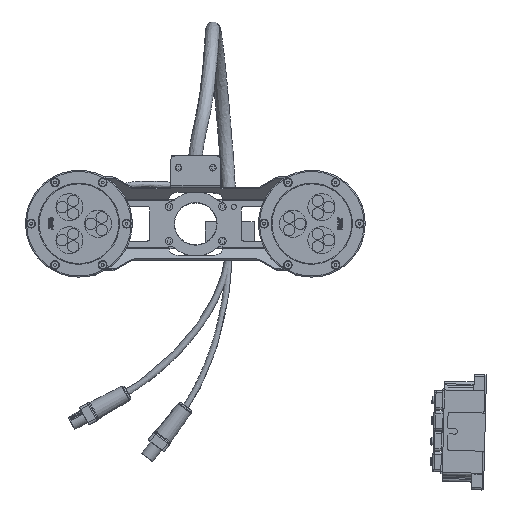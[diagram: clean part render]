
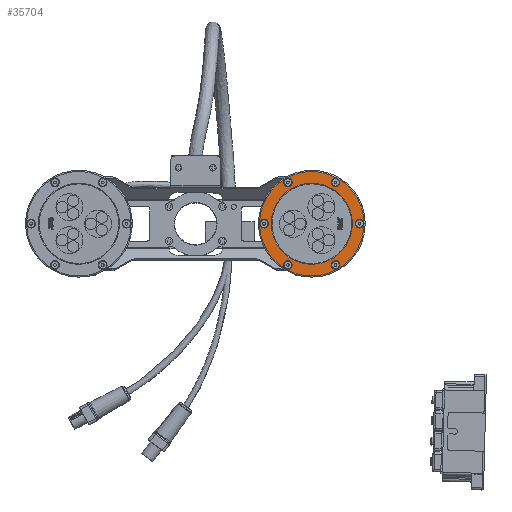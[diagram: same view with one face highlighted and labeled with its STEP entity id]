
A CAD part, top view. The second image highlights one B-rep face of the part: STEP entity #35704.
In plain terms, the highlighted face is planar.
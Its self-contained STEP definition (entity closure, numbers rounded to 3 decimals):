
#1637=FACE_BOUND('',#5244,.T.);
#1638=FACE_BOUND('',#5245,.T.);
#1639=FACE_BOUND('',#5246,.T.);
#1640=FACE_BOUND('',#5247,.T.);
#1641=FACE_BOUND('',#5248,.T.);
#1642=FACE_BOUND('',#5249,.T.);
#1643=FACE_BOUND('',#5250,.T.);
#2020=CIRCLE('',#38134,68.5);
#2021=CIRCLE('',#38135,68.5);
#2061=CIRCLE('',#38193,53.219);
#2062=CIRCLE('',#38194,53.219);
#2087=CIRCLE('',#38242,5.657);
#2088=CIRCLE('',#38243,5.657);
#2089=CIRCLE('',#38244,5.657);
#2090=CIRCLE('',#38245,5.657);
#2091=CIRCLE('',#38246,5.657);
#2092=CIRCLE('',#38247,5.657);
#3113=FACE_OUTER_BOUND('',#5243,.T.);
#5243=EDGE_LOOP('',(#24992,#24993));
#5244=EDGE_LOOP('',(#24994));
#5245=EDGE_LOOP('',(#24995));
#5246=EDGE_LOOP('',(#24996));
#5247=EDGE_LOOP('',(#24997));
#5248=EDGE_LOOP('',(#24998));
#5249=EDGE_LOOP('',(#24999));
#5250=EDGE_LOOP('',(#25000,#25001));
#15055=VERTEX_POINT('',#54697);
#15056=VERTEX_POINT('',#54698);
#15089=VERTEX_POINT('',#54797);
#15090=VERTEX_POINT('',#54799);
#15115=VERTEX_POINT('',#54885);
#15116=VERTEX_POINT('',#54887);
#15117=VERTEX_POINT('',#54889);
#15118=VERTEX_POINT('',#54891);
#15119=VERTEX_POINT('',#54893);
#15120=VERTEX_POINT('',#54895);
#18765=EDGE_CURVE('',#15055,#15056,#2020,.T.);
#18766=EDGE_CURVE('',#15056,#15055,#2021,.T.);
#18814=EDGE_CURVE('',#15089,#15090,#2061,.T.);
#18815=EDGE_CURVE('',#15090,#15089,#2062,.T.);
#18852=EDGE_CURVE('',#15115,#15115,#2087,.T.);
#18853=EDGE_CURVE('',#15116,#15116,#2088,.T.);
#18854=EDGE_CURVE('',#15117,#15117,#2089,.T.);
#18855=EDGE_CURVE('',#15118,#15118,#2090,.T.);
#18856=EDGE_CURVE('',#15119,#15119,#2091,.T.);
#18857=EDGE_CURVE('',#15120,#15120,#2092,.T.);
#24992=ORIENTED_EDGE('',*,*,#18765,.T.);
#24993=ORIENTED_EDGE('',*,*,#18766,.T.);
#24994=ORIENTED_EDGE('',*,*,#18852,.T.);
#24995=ORIENTED_EDGE('',*,*,#18853,.T.);
#24996=ORIENTED_EDGE('',*,*,#18854,.T.);
#24997=ORIENTED_EDGE('',*,*,#18855,.T.);
#24998=ORIENTED_EDGE('',*,*,#18856,.T.);
#24999=ORIENTED_EDGE('',*,*,#18857,.T.);
#25000=ORIENTED_EDGE('',*,*,#18815,.F.);
#25001=ORIENTED_EDGE('',*,*,#18814,.F.);
#33622=PLANE('',#38241);
#35704=ADVANCED_FACE('',(#3113,#1637,#1638,#1639,#1640,#1641,#1642,#1643),
#33622,.T.);
#38134=AXIS2_PLACEMENT_3D('',#54699,#41861,#41862);
#38135=AXIS2_PLACEMENT_3D('',#54700,#41863,#41864);
#38193=AXIS2_PLACEMENT_3D('',#54800,#41987,#41988);
#38194=AXIS2_PLACEMENT_3D('',#54801,#41989,#41990);
#38241=AXIS2_PLACEMENT_3D('',#54884,#42095,#42096);
#38242=AXIS2_PLACEMENT_3D('',#54886,#42097,#42098);
#38243=AXIS2_PLACEMENT_3D('',#54888,#42099,#42100);
#38244=AXIS2_PLACEMENT_3D('',#54890,#42101,#42102);
#38245=AXIS2_PLACEMENT_3D('',#54892,#42103,#42104);
#38246=AXIS2_PLACEMENT_3D('',#54894,#42105,#42106);
#38247=AXIS2_PLACEMENT_3D('',#54896,#42107,#42108);
#41861=DIRECTION('center_axis',(0.,0.,1.));
#41862=DIRECTION('ref_axis',(1.,0.,0.));
#41863=DIRECTION('center_axis',(0.,0.,1.));
#41864=DIRECTION('ref_axis',(1.,0.,0.));
#41987=DIRECTION('center_axis',(0.,0.,1.));
#41988=DIRECTION('ref_axis',(1.,0.,0.));
#41989=DIRECTION('center_axis',(0.,0.,1.));
#41990=DIRECTION('ref_axis',(1.,0.,0.));
#42095=DIRECTION('center_axis',(0.,0.,1.));
#42096=DIRECTION('ref_axis',(1.,0.,0.));
#42097=DIRECTION('center_axis',(0.,0.,-1.));
#42098=DIRECTION('ref_axis',(-1.,0.,0.));
#42099=DIRECTION('center_axis',(0.,0.,-1.));
#42100=DIRECTION('ref_axis',(-1.,0.,0.));
#42101=DIRECTION('center_axis',(0.,0.,-1.));
#42102=DIRECTION('ref_axis',(-1.,0.,0.));
#42103=DIRECTION('center_axis',(0.,0.,-1.));
#42104=DIRECTION('ref_axis',(-1.,0.,0.));
#42105=DIRECTION('center_axis',(0.,0.,-1.));
#42106=DIRECTION('ref_axis',(-1.,0.,0.));
#42107=DIRECTION('center_axis',(0.,0.,-1.));
#42108=DIRECTION('ref_axis',(-1.,0.,0.));
#54697=CARTESIAN_POINT('',(68.5,0.,0.));
#54698=CARTESIAN_POINT('',(-68.5,0.,0.));
#54699=CARTESIAN_POINT('Origin',(0.,0.,0.));
#54700=CARTESIAN_POINT('Origin',(0.,0.,0.));
#54797=CARTESIAN_POINT('',(-53.219,0.,0.));
#54799=CARTESIAN_POINT('',(53.219,0.,0.));
#54800=CARTESIAN_POINT('Origin',(0.,0.,0.));
#54801=CARTESIAN_POINT('Origin',(0.,0.,0.));
#54884=CARTESIAN_POINT('Origin',(53.219,0.,0.));
#54885=CARTESIAN_POINT('',(-48.469,31.25,0.));
#54886=CARTESIAN_POINT('Origin',(-54.127,31.25,0.));
#54887=CARTESIAN_POINT('',(59.784,31.25,0.));
#54888=CARTESIAN_POINT('Origin',(54.127,31.25,0.));
#54889=CARTESIAN_POINT('',(5.657,-62.5,0.));
#54890=CARTESIAN_POINT('Origin',(0.,-62.5,0.));
#54891=CARTESIAN_POINT('',(59.784,-31.25,0.));
#54892=CARTESIAN_POINT('Origin',(54.127,-31.25,0.));
#54893=CARTESIAN_POINT('',(5.657,62.5,0.));
#54894=CARTESIAN_POINT('Origin',(0.,62.5,0.));
#54895=CARTESIAN_POINT('',(-48.469,-31.25,0.));
#54896=CARTESIAN_POINT('Origin',(-54.127,-31.25,0.));
